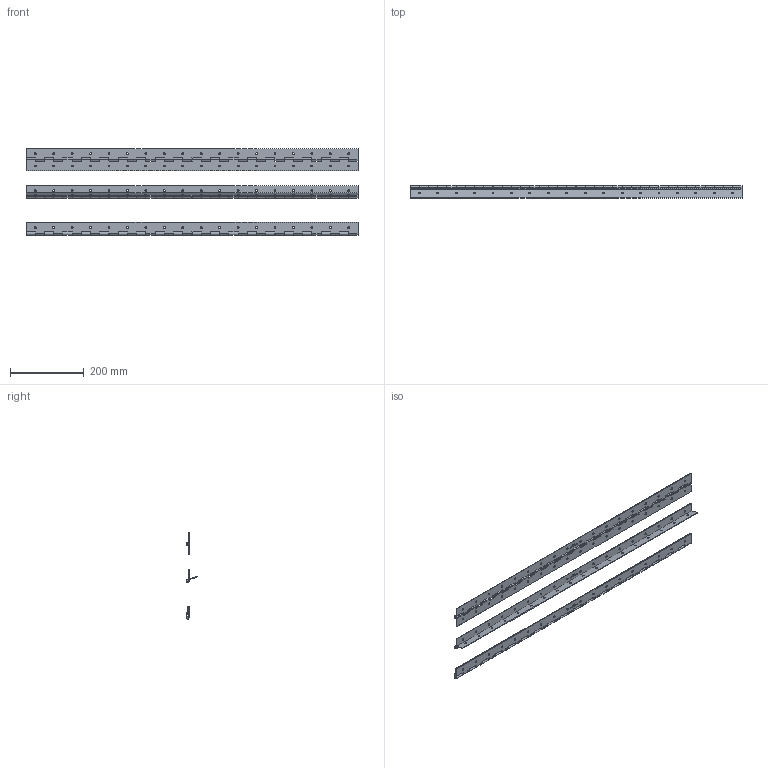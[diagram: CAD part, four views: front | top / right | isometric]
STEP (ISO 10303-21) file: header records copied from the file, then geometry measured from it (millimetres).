
FILE_DESCRIPTION (( 'STEP AP214' ), '1' );
FILE_NAME ('06852-Piano Hinge Zinc Plated 60mm 900mm.STEP', '2019-04-10T23:53:11', ( '' ), ( '' ), 'SwSTEP 2.0', 'SolidWorks 2018', '' );
FILE_SCHEMA (( 'AUTOMOTIVE_DESIGN' ));
Length unit declared in the file: millimetre
Products named in the file (4): Bottom; 06852-Piano Hinge Zinc Plated 60mm 900mm; Top; Pin
Assembly tree (9 placements, depth 2):
  06852-Piano Hinge Zinc Plated 60mm 900mm
    Bottom  x3
    Pin  x3
    Top  x3
Bounding box: 900 x 32.46 x 234.15 mm (x, y, z)
Volume: 347722.7 mm3; surface area: 466420 mm2
Topology: 9 solids, 9 shells, 2136 faces, 6111 edges, 4074 vertices
Faces by surface type: plane 900, cylinder 870, bspline 366
Entity records: 30631 total; most frequent: CARTESIAN_POINT 11937, ORIENTED_EDGE 4074, DIRECTION 3577, EDGE_CURVE 2037, VERTEX_POINT 1358, VECTOR 1213, LINE 1213, AXIS2_PLACEMENT_3D 1182
